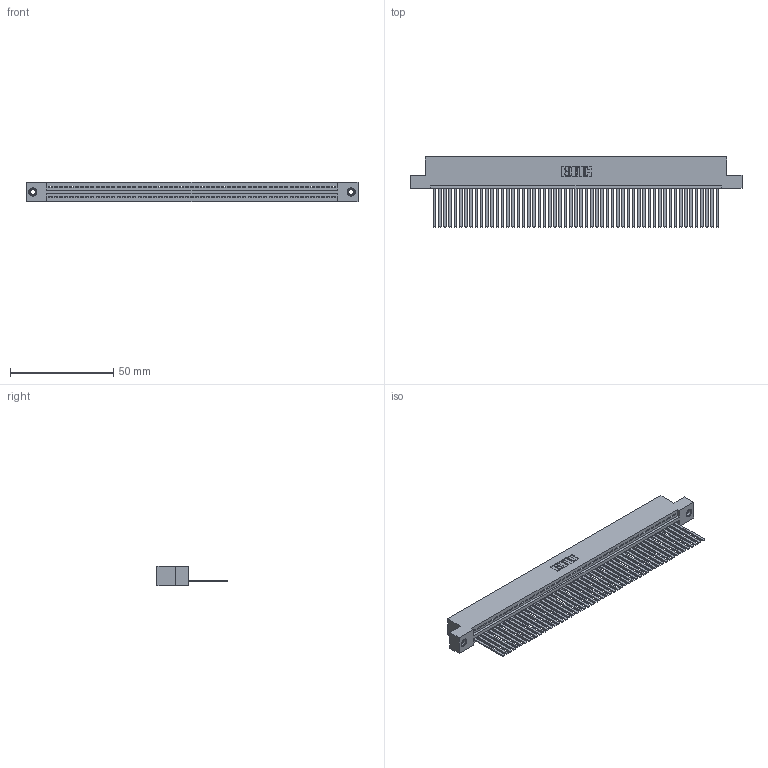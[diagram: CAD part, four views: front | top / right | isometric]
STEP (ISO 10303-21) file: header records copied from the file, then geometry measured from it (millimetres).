
FILE_DESCRIPTION (( 'STEP AP203' ), '1' );
FILE_NAME ('345-055-544-108.STEP', '2019-10-10T04:00:25', ( '' ), ( '' ), 'SwSTEP 2.0', 'SolidWorks 2016', '' );
FILE_SCHEMA (( 'CONFIG_CONTROL_DESIGN' ));
Length unit declared in the file: inch
Products named in the file (4): 345 Part_Flush Mounting Lugs - 0.156 Dia-TI; 345-292-001_345-293-144; 345-055-544-108; 345-250-001_345-250-003-102
Assembly tree (58 placements, depth 2):
  345-055-544-108
    345 Part_Flush Mounting Lugs - 0.156 Dia-TI
    345-292-001_345-293-144  x55
    345-250-001_345-250-003-102  x2
Bounding box: 160.91 x 33.96 x 9.4 mm (x, y, z)
Volume: 16020.2 mm3; surface area: 23397.6 mm2
Topology: 58 solids, 58 shells, 3046 faces, 9167 edges, 6030 vertices
Faces by surface type: plane 2092, cylinder 938, cone 12, torus 4
Entity records: 40646 total; most frequent: CARTESIAN_POINT 7020, ORIENTED_EDGE 7002, DIRECTION 6137, EDGE_CURVE 3501, LINE 3133, VECTOR 3133, VERTEX_POINT 2328, AXIS2_PLACEMENT_3D 1502
